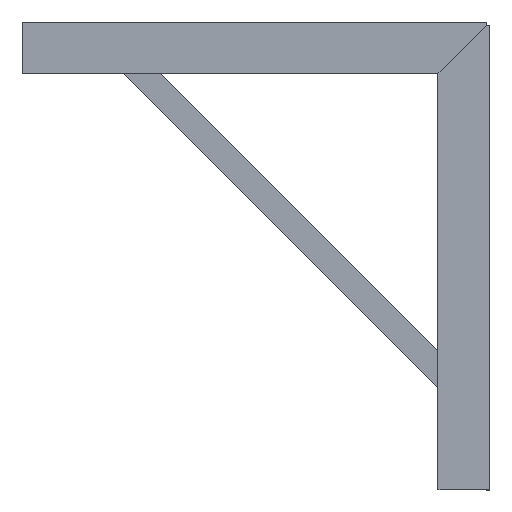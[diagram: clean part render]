
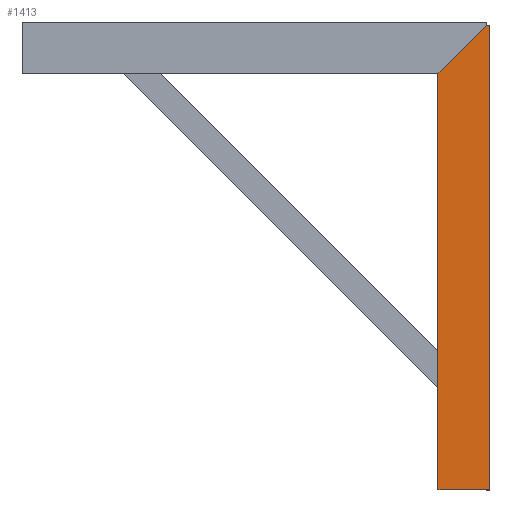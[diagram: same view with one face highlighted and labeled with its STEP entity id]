
A CAD part, top view. The second image highlights one B-rep face of the part: STEP entity #1413.
In plain terms, the highlighted planar face has unit normal (0, 0, 1).
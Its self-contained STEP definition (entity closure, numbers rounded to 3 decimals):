
#11 = ORIENTED_EDGE ( 'NONE', *, *, #108, .T. ) ;
#27 = EDGE_CURVE ( 'NONE', #354, #285, #1549, .T. ) ;
#42 = CARTESIAN_POINT ( 'NONE',  ( 222., 0., 0. ) ) ;
#73 = EDGE_CURVE ( 'NONE', #1204, #1112, #500, .T. ) ;
#83 = ORIENTED_EDGE ( 'NONE', *, *, #73, .F. ) ;
#108 = EDGE_CURVE ( 'NONE', #285, #1112, #1209, .T. ) ;
#174 = LINE ( 'NONE', #233, #362 ) ;
#187 = DIRECTION ( 'NONE',  ( 0., 0., -1. ) ) ;
#207 = VECTOR ( 'NONE', #565, 1000. ) ;
#233 = CARTESIAN_POINT ( 'NONE',  ( 222., 0., 0. ) ) ;
#285 = VERTEX_POINT ( 'NONE', #363 ) ;
#354 = VERTEX_POINT ( 'NONE', #656 ) ;
#362 = VECTOR ( 'NONE', #845, 1000. ) ;
#363 = CARTESIAN_POINT ( 'NONE',  ( -225., 50., 0. ) ) ;
#382 = FACE_OUTER_BOUND ( 'NONE', #390, .T. ) ;
#390 = EDGE_LOOP ( 'NONE', ( #489, #638, #1043, #11, #83 ) ) ;
#481 = CARTESIAN_POINT ( 'NONE',  ( -225., 0., 0. ) ) ;
#489 = ORIENTED_EDGE ( 'NONE', *, *, #1495, .F. ) ;
#500 = LINE ( 'NONE', #702, #968 ) ;
#502 = EDGE_CURVE ( 'NONE', #354, #1343, #910, .T. ) ;
#565 = DIRECTION ( 'NONE',  ( 0., -1., 0. ) ) ;
#579 = VECTOR ( 'NONE', #1607, 1000. ) ;
#638 = ORIENTED_EDGE ( 'NONE', *, *, #502, .F. ) ;
#656 = CARTESIAN_POINT ( 'NONE',  ( 175., 50., 0. ) ) ;
#702 = CARTESIAN_POINT ( 'NONE',  ( 225., 0., 0. ) ) ;
#707 = CARTESIAN_POINT ( 'NONE',  ( 175., 50., 0. ) ) ;
#824 = CARTESIAN_POINT ( 'NONE',  ( -225., 50., 0. ) ) ;
#845 = DIRECTION ( 'NONE',  ( 0., -1., 0. ) ) ;
#873 = VECTOR ( 'NONE', #1312, 1000. ) ;
#910 = LINE ( 'NONE', #707, #579 ) ;
#945 = CARTESIAN_POINT ( 'NONE',  ( 225., 50., 0. ) ) ;
#968 = VECTOR ( 'NONE', #1588, 1000. ) ;
#1043 = ORIENTED_EDGE ( 'NONE', *, *, #27, .T. ) ;
#1112 = VERTEX_POINT ( 'NONE', #481 ) ;
#1159 = AXIS2_PLACEMENT_3D ( 'NONE', #945, #187, #1574 ) ;
#1204 = VERTEX_POINT ( 'NONE', #42 ) ;
#1209 = LINE ( 'NONE', #824, #207 ) ;
#1312 = DIRECTION ( 'NONE',  ( -1., 0., 0. ) ) ;
#1318 = CARTESIAN_POINT ( 'NONE',  ( 225., 50., 0. ) ) ;
#1343 = VERTEX_POINT ( 'NONE', #1432 ) ;
#1413 = ADVANCED_FACE ( 'NONE', ( #382 ), #1596, .F. ) ;
#1432 = CARTESIAN_POINT ( 'NONE',  ( 222., 3., 0. ) ) ;
#1495 = EDGE_CURVE ( 'NONE', #1343, #1204, #174, .T. ) ;
#1549 = LINE ( 'NONE', #1318, #873 ) ;
#1574 = DIRECTION ( 'NONE',  ( 0., 1., 0. ) ) ;
#1588 = DIRECTION ( 'NONE',  ( -1., 0., 0. ) ) ;
#1596 = PLANE ( 'NONE',  #1159 ) ;
#1607 = DIRECTION ( 'NONE',  ( 0.707, -0.707, 0. ) ) ;
